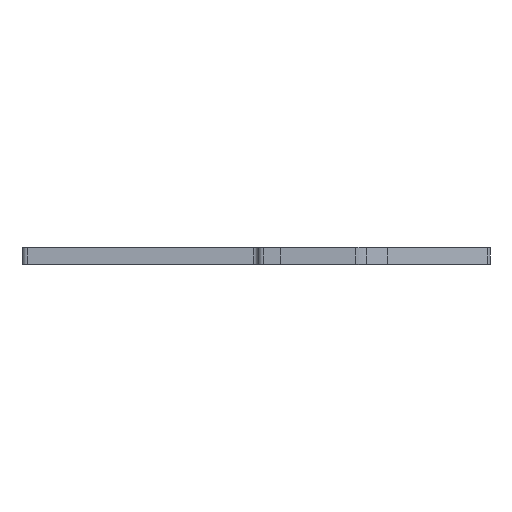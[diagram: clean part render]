
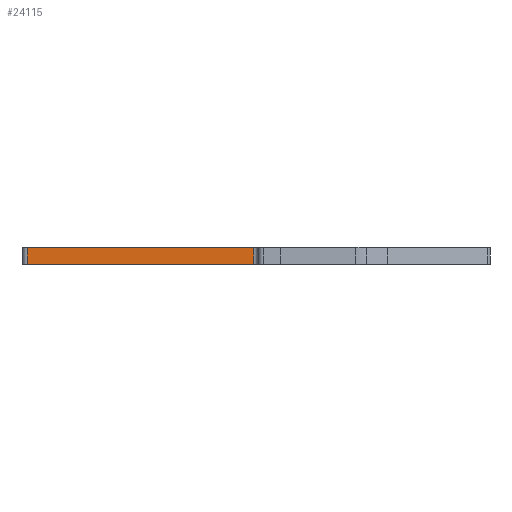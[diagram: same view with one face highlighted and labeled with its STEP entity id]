
A CAD part, left-side view. The second image highlights one B-rep face of the part: STEP entity #24115.
In plain terms, the highlighted planar face has unit normal (-1, 0, 0).
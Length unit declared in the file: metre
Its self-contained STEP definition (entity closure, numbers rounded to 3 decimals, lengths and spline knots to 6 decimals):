
#788=ORIENTED_EDGE('',*,*,#7747,.F.);
#789=ORIENTED_EDGE('',*,*,#7749,.T.);
#790=ORIENTED_EDGE('',*,*,#7750,.T.);
#791=ORIENTED_EDGE('',*,*,#7751,.T.);
#7747=EDGE_CURVE('',#11192,#11193,#13384,.T.);
#7749=EDGE_CURVE('',#11192,#11194,#13385,.T.);
#7750=EDGE_CURVE('',#11194,#11195,#13386,.T.);
#7751=EDGE_CURVE('',#11195,#11193,#13387,.T.);
#11192=VERTEX_POINT('',#34458);
#11193=VERTEX_POINT('',#34460);
#11194=VERTEX_POINT('',#34464);
#11195=VERTEX_POINT('',#34466);
#13384=LINE('',#34459,#16820);
#13385=LINE('',#34463,#16821);
#13386=LINE('',#34465,#16822);
#13387=LINE('',#34467,#16823);
#16820=VECTOR('',#27686,1.);
#16821=VECTOR('',#27691,1.);
#16822=VECTOR('',#27692,1.);
#16823=VECTOR('',#27693,1.);
#19808=EDGE_LOOP('',(#788,#789,#790,#791));
#21292=FACE_BOUND('',#19808,.T.);
#22769=PLANE('',#25541);
#24115=ADVANCED_FACE('',(#21292),#22769,.F.);
#25541=AXIS2_PLACEMENT_3D('',#34462,#27689,#27690);
#27686=DIRECTION('',(0.,0.,1.));
#27689=DIRECTION('',(1.,0.,0.));
#27690=DIRECTION('',(0.,0.,-1.));
#27691=DIRECTION('',(0.,-1.,0.));
#27692=DIRECTION('',(0.,0.,1.));
#27693=DIRECTION('',(0.,1.,0.));
#34458=CARTESIAN_POINT('',(-0.045772,0.052802,0.011));
#34459=CARTESIAN_POINT('',(-0.045772,0.052802,0.0108));
#34460=CARTESIAN_POINT('',(-0.045772,0.052802,0.0148));
#34462=CARTESIAN_POINT('',(-0.045772,0.026397,0.0108));
#34463=CARTESIAN_POINT('',(-0.045772,0.026397,0.011));
#34464=CARTESIAN_POINT('',(-0.045772,-0.000008,0.011));
#34465=CARTESIAN_POINT('',(-0.045772,-0.000008,0.0108));
#34466=CARTESIAN_POINT('',(-0.045772,-0.000008,0.0148));
#34467=CARTESIAN_POINT('',(-0.045772,0.052802,0.0148));
